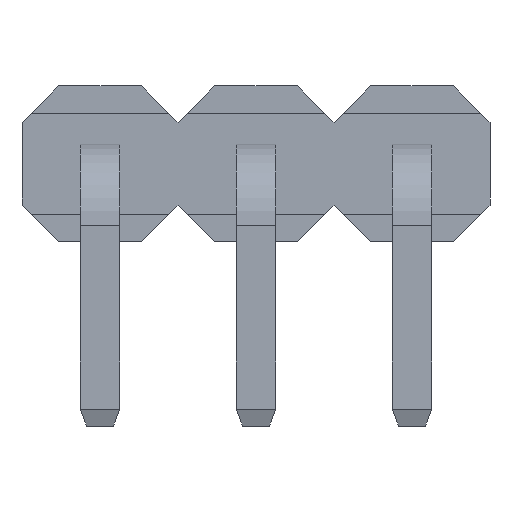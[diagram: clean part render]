
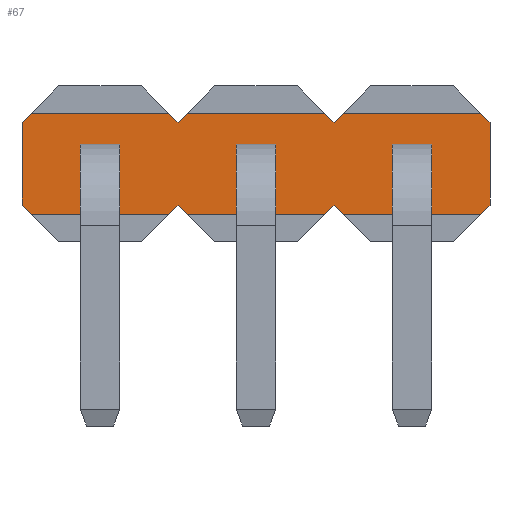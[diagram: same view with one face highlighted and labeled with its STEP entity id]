
A CAD part, front view. The second image highlights one B-rep face of the part: STEP entity #67.
In plain terms, the highlighted planar face has unit normal (0, -1, 0).
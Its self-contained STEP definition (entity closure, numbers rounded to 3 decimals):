
#67=ADVANCED_FACE('',(#971,#973,#975,#977),#979,.T.);
#971=FACE_BOUND('',#972,.T.);
#972=EDGE_LOOP('',(#1702,#1703,#1704,#1705,#1706,#1707,#1708,#1709,#1710,#1711,#1712,
#1713,#1714,#1715,#1716,#1717,#1718,#1719,#1720,#1721));
#973=FACE_BOUND('',#974,.T.);
#974=EDGE_LOOP('',(#1722,#1723,#1724,#1725));
#975=FACE_BOUND('',#976,.T.);
#976=EDGE_LOOP('',(#1726,#1727,#1728,#1729));
#977=FACE_BOUND('',#978,.T.);
#978=EDGE_LOOP('',(#1730,#1731,#1732,#1733));
#979=PLANE('',#980);
#980=AXIS2_PLACEMENT_3D('',#981,#982,#983);
#981=CARTESIAN_POINT('',(0.,2.04,0.));
#982=DIRECTION('',(0.,-1.,-0.));
#983=DIRECTION('',(1.,0.,0.));
#1702=ORIENTED_EDGE('',*,*,#2206,.F.);
#1703=ORIENTED_EDGE('',*,*,#2207,.T.);
#1704=ORIENTED_EDGE('',*,*,#2208,.F.);
#1705=ORIENTED_EDGE('',*,*,#2209,.F.);
#1706=ORIENTED_EDGE('',*,*,#2210,.F.);
#1707=ORIENTED_EDGE('',*,*,#2211,.T.);
#1708=ORIENTED_EDGE('',*,*,#2212,.F.);
#1709=ORIENTED_EDGE('',*,*,#2213,.F.);
#1710=ORIENTED_EDGE('',*,*,#2214,.T.);
#1711=ORIENTED_EDGE('',*,*,#2215,.F.);
#1712=ORIENTED_EDGE('',*,*,#2216,.F.);
#1713=ORIENTED_EDGE('',*,*,#2217,.T.);
#1714=ORIENTED_EDGE('',*,*,#2218,.F.);
#1715=ORIENTED_EDGE('',*,*,#2219,.F.);
#1716=ORIENTED_EDGE('',*,*,#2220,.F.);
#1717=ORIENTED_EDGE('',*,*,#2221,.T.);
#1718=ORIENTED_EDGE('',*,*,#2222,.F.);
#1719=ORIENTED_EDGE('',*,*,#2223,.F.);
#1720=ORIENTED_EDGE('',*,*,#2224,.T.);
#1721=ORIENTED_EDGE('',*,*,#2225,.F.);
#1722=ORIENTED_EDGE('',*,*,#2226,.F.);
#1723=ORIENTED_EDGE('',*,*,#2227,.F.);
#1724=ORIENTED_EDGE('',*,*,#2228,.F.);
#1725=ORIENTED_EDGE('',*,*,#2229,.F.);
#1726=ORIENTED_EDGE('',*,*,#2230,.F.);
#1727=ORIENTED_EDGE('',*,*,#2231,.F.);
#1728=ORIENTED_EDGE('',*,*,#2232,.F.);
#1729=ORIENTED_EDGE('',*,*,#2233,.F.);
#1730=ORIENTED_EDGE('',*,*,#2234,.F.);
#1731=ORIENTED_EDGE('',*,*,#2235,.F.);
#1732=ORIENTED_EDGE('',*,*,#2236,.F.);
#1733=ORIENTED_EDGE('',*,*,#2237,.F.);
#2206=EDGE_CURVE('',#2490,#2491,#2492,.T.);
#2207=EDGE_CURVE('',#2490,#2493,#2494,.T.);
#2208=EDGE_CURVE('',#2495,#2493,#2496,.T.);
#2209=EDGE_CURVE('',#2497,#2495,#2498,.T.);
#2210=EDGE_CURVE('',#2499,#2497,#2500,.T.);
#2211=EDGE_CURVE('',#2499,#2501,#2502,.T.);
#2212=EDGE_CURVE('',#2503,#2501,#2504,.T.);
#2213=EDGE_CURVE('',#2505,#2503,#2506,.T.);
#2214=EDGE_CURVE('',#2505,#2507,#2508,.T.);
#2215=EDGE_CURVE('',#2509,#2507,#2510,.T.);
#2216=EDGE_CURVE('',#2511,#2509,#2512,.T.);
#2217=EDGE_CURVE('',#2511,#2513,#2514,.T.);
#2218=EDGE_CURVE('',#2515,#2513,#2516,.T.);
#2219=EDGE_CURVE('',#2517,#2515,#2518,.T.);
#2220=EDGE_CURVE('',#2519,#2517,#2520,.T.);
#2221=EDGE_CURVE('',#2519,#2521,#2522,.T.);
#2222=EDGE_CURVE('',#2523,#2521,#2524,.T.);
#2223=EDGE_CURVE('',#2525,#2523,#2526,.T.);
#2224=EDGE_CURVE('',#2525,#2527,#2528,.T.);
#2225=EDGE_CURVE('',#2491,#2527,#2529,.T.);
#2226=EDGE_CURVE('',#2530,#2531,#2532,.T.);
#2227=EDGE_CURVE('',#2533,#2530,#2534,.T.);
#2228=EDGE_CURVE('',#2535,#2533,#2536,.T.);
#2229=EDGE_CURVE('',#2531,#2535,#2537,.T.);
#2230=EDGE_CURVE('',#2538,#2539,#2540,.T.);
#2231=EDGE_CURVE('',#2541,#2538,#2542,.T.);
#2232=EDGE_CURVE('',#2543,#2541,#2544,.T.);
#2233=EDGE_CURVE('',#2539,#2543,#2545,.T.);
#2234=EDGE_CURVE('',#2546,#2547,#2548,.T.);
#2235=EDGE_CURVE('',#2549,#2546,#2550,.T.);
#2236=EDGE_CURVE('',#2551,#2549,#2552,.T.);
#2237=EDGE_CURVE('',#2547,#2551,#2553,.T.);
#2490=VERTEX_POINT('',#2966);
#2491=VERTEX_POINT('',#2967);
#2492=LINE('',#2968,#2969);
#2493=VERTEX_POINT('',#2971);
#2494=LINE('',#2972,#2973);
#2495=VERTEX_POINT('',#2975);
#2496=LINE('',#2976,#2977);
#2497=VERTEX_POINT('',#2979);
#2498=LINE('',#2980,#2981);
#2499=VERTEX_POINT('',#2983);
#2500=LINE('',#2984,#2985);
#2501=VERTEX_POINT('',#2987);
#2502=LINE('',#2988,#2989);
#2503=VERTEX_POINT('',#2991);
#2504=LINE('',#2992,#2993);
#2505=VERTEX_POINT('',#2995);
#2506=LINE('',#2996,#2997);
#2507=VERTEX_POINT('',#2999);
#2508=LINE('',#3000,#3001);
#2509=VERTEX_POINT('',#3003);
#2510=LINE('',#3004,#3005);
#2511=VERTEX_POINT('',#3007);
#2512=LINE('',#3008,#3009);
#2513=VERTEX_POINT('',#3011);
#2514=LINE('',#3012,#3013);
#2515=VERTEX_POINT('',#3015);
#2516=LINE('',#3016,#3017);
#2517=VERTEX_POINT('',#3019);
#2518=LINE('',#3020,#3021);
#2519=VERTEX_POINT('',#3023);
#2520=LINE('',#3024,#3025);
#2521=VERTEX_POINT('',#3027);
#2522=LINE('',#3028,#3029);
#2523=VERTEX_POINT('',#3031);
#2524=LINE('',#3032,#3033);
#2525=VERTEX_POINT('',#3035);
#2526=LINE('',#3036,#3037);
#2527=VERTEX_POINT('',#3039);
#2528=LINE('',#3040,#3041);
#2529=LINE('',#3043,#3044);
#2530=VERTEX_POINT('',#3046);
#2531=VERTEX_POINT('',#3047);
#2532=LINE('',#3048,#3049);
#2533=VERTEX_POINT('',#3051);
#2534=LINE('',#3052,#3053);
#2535=VERTEX_POINT('',#3055);
#2536=LINE('',#3056,#3057);
#2537=LINE('',#3059,#3060);
#2538=VERTEX_POINT('',#3062);
#2539=VERTEX_POINT('',#3063);
#2540=LINE('',#3064,#3065);
#2541=VERTEX_POINT('',#3067);
#2542=LINE('',#3068,#3069);
#2543=VERTEX_POINT('',#3071);
#2544=LINE('',#3072,#3073);
#2545=LINE('',#3075,#3076);
#2546=VERTEX_POINT('',#3078);
#2547=VERTEX_POINT('',#3079);
#2548=LINE('',#3080,#3081);
#2549=VERTEX_POINT('',#3083);
#2550=LINE('',#3084,#3085);
#2551=VERTEX_POINT('',#3087);
#2552=LINE('',#3088,#3089);
#2553=LINE('',#3091,#3092);
#2966=CARTESIAN_POINT('',(1.12,2.04,2.09));
#2967=CARTESIAN_POINT('',(1.27,2.04,1.94));
#2968=CARTESIAN_POINT('',(1.12,2.04,2.09));
#2969=VECTOR('',#2970,1.);
#2970=DIRECTION('',(0.707,0.,-0.707));
#2971=CARTESIAN_POINT('',(-1.12,2.04,2.09));
#2972=CARTESIAN_POINT('',(1.12,2.04,2.09));
#2973=VECTOR('',#2974,1.);
#2974=DIRECTION('',(-1.,0.,0.));
#2975=CARTESIAN_POINT('',(-1.27,2.04,1.94));
#2976=CARTESIAN_POINT('',(-1.27,2.04,1.94));
#2977=VECTOR('',#2978,1.);
#2978=DIRECTION('',(0.707,0.,0.707));
#2979=CARTESIAN_POINT('',(-1.27,2.04,0.6));
#2980=CARTESIAN_POINT('',(-1.27,2.04,0.6));
#2981=VECTOR('',#2982,1.);
#2982=DIRECTION('',(0.,0.,1.));
#2983=CARTESIAN_POINT('',(-1.12,2.04,0.45));
#2984=CARTESIAN_POINT('',(-1.12,2.04,0.45));
#2985=VECTOR('',#2986,1.);
#2986=DIRECTION('',(-0.707,0.,0.707));
#2987=CARTESIAN_POINT('',(1.12,2.04,0.45));
#2988=CARTESIAN_POINT('',(-1.12,2.04,0.45));
#2989=VECTOR('',#2990,1.);
#2990=DIRECTION('',(1.,0.,0.));
#2991=CARTESIAN_POINT('',(1.27,2.04,0.6));
#2992=CARTESIAN_POINT('',(1.27,2.04,0.6));
#2993=VECTOR('',#2994,1.);
#2994=DIRECTION('',(-0.707,0.,-0.707));
#2995=CARTESIAN_POINT('',(1.42,2.04,0.45));
#2996=CARTESIAN_POINT('',(1.42,2.04,0.45));
#2997=VECTOR('',#2998,1.);
#2998=DIRECTION('',(-0.707,0.,0.707));
#2999=CARTESIAN_POINT('',(3.66,2.04,0.45));
#3000=CARTESIAN_POINT('',(1.42,2.04,0.45));
#3001=VECTOR('',#3002,1.);
#3002=DIRECTION('',(1.,0.,0.));
#3003=CARTESIAN_POINT('',(3.81,2.04,0.6));
#3004=CARTESIAN_POINT('',(3.81,2.04,0.6));
#3005=VECTOR('',#3006,1.);
#3006=DIRECTION('',(-0.707,0.,-0.707));
#3007=CARTESIAN_POINT('',(3.96,2.04,0.45));
#3008=CARTESIAN_POINT('',(3.96,2.04,0.45));
#3009=VECTOR('',#3010,1.);
#3010=DIRECTION('',(-0.707,0.,0.707));
#3011=CARTESIAN_POINT('',(6.2,2.04,0.45));
#3012=CARTESIAN_POINT('',(3.96,2.04,0.45));
#3013=VECTOR('',#3014,1.);
#3014=DIRECTION('',(1.,0.,0.));
#3015=CARTESIAN_POINT('',(6.35,2.04,0.6));
#3016=CARTESIAN_POINT('',(6.35,2.04,0.6));
#3017=VECTOR('',#3018,1.);
#3018=DIRECTION('',(-0.707,0.,-0.707));
#3019=CARTESIAN_POINT('',(6.35,2.04,1.94));
#3020=CARTESIAN_POINT('',(6.35,2.04,1.94));
#3021=VECTOR('',#3022,1.);
#3022=DIRECTION('',(0.,0.,-1.));
#3023=CARTESIAN_POINT('',(6.2,2.04,2.09));
#3024=CARTESIAN_POINT('',(6.2,2.04,2.09));
#3025=VECTOR('',#3026,1.);
#3026=DIRECTION('',(0.707,0.,-0.707));
#3027=CARTESIAN_POINT('',(3.96,2.04,2.09));
#3028=CARTESIAN_POINT('',(6.2,2.04,2.09));
#3029=VECTOR('',#3030,1.);
#3030=DIRECTION('',(-1.,0.,0.));
#3031=CARTESIAN_POINT('',(3.81,2.04,1.94));
#3032=CARTESIAN_POINT('',(3.81,2.04,1.94));
#3033=VECTOR('',#3034,1.);
#3034=DIRECTION('',(0.707,0.,0.707));
#3035=CARTESIAN_POINT('',(3.66,2.04,2.09));
#3036=CARTESIAN_POINT('',(3.66,2.04,2.09));
#3037=VECTOR('',#3038,1.);
#3038=DIRECTION('',(0.707,0.,-0.707));
#3039=CARTESIAN_POINT('',(1.42,2.04,2.09));
#3040=CARTESIAN_POINT('',(3.66,2.04,2.09));
#3041=VECTOR('',#3042,1.);
#3042=DIRECTION('',(-1.,0.,0.));
#3043=CARTESIAN_POINT('',(1.27,2.04,1.94));
#3044=VECTOR('',#3045,1.);
#3045=DIRECTION('',(0.707,0.,0.707));
#3046=CARTESIAN_POINT('',(2.22,2.04,1.59));
#3047=CARTESIAN_POINT('',(2.22,2.04,0.95));
#3048=CARTESIAN_POINT('',(2.22,2.04,1.59));
#3049=VECTOR('',#3050,1.);
#3050=DIRECTION('',(0.,0.,-1.));
#3051=CARTESIAN_POINT('',(2.86,2.04,1.59));
#3052=CARTESIAN_POINT('',(2.86,2.04,1.59));
#3053=VECTOR('',#3054,1.);
#3054=DIRECTION('',(-1.,0.,0.));
#3055=CARTESIAN_POINT('',(2.86,2.04,0.95));
#3056=CARTESIAN_POINT('',(2.86,2.04,0.95));
#3057=VECTOR('',#3058,1.);
#3058=DIRECTION('',(0.,0.,1.));
#3059=CARTESIAN_POINT('',(2.22,2.04,0.95));
#3060=VECTOR('',#3061,1.);
#3061=DIRECTION('',(1.,0.,0.));
#3062=CARTESIAN_POINT('',(4.76,2.04,1.59));
#3063=CARTESIAN_POINT('',(4.76,2.04,0.95));
#3064=CARTESIAN_POINT('',(4.76,2.04,1.59));
#3065=VECTOR('',#3066,1.);
#3066=DIRECTION('',(0.,0.,-1.));
#3067=CARTESIAN_POINT('',(5.4,2.04,1.59));
#3068=CARTESIAN_POINT('',(5.4,2.04,1.59));
#3069=VECTOR('',#3070,1.);
#3070=DIRECTION('',(-1.,0.,0.));
#3071=CARTESIAN_POINT('',(5.4,2.04,0.95));
#3072=CARTESIAN_POINT('',(5.4,2.04,0.95));
#3073=VECTOR('',#3074,1.);
#3074=DIRECTION('',(0.,0.,1.));
#3075=CARTESIAN_POINT('',(4.76,2.04,0.95));
#3076=VECTOR('',#3077,1.);
#3077=DIRECTION('',(1.,0.,0.));
#3078=CARTESIAN_POINT('',(-0.32,2.04,1.59));
#3079=CARTESIAN_POINT('',(-0.32,2.04,0.95));
#3080=CARTESIAN_POINT('',(-0.32,2.04,1.59));
#3081=VECTOR('',#3082,1.);
#3082=DIRECTION('',(0.,0.,-1.));
#3083=CARTESIAN_POINT('',(0.32,2.04,1.59));
#3084=CARTESIAN_POINT('',(0.32,2.04,1.59));
#3085=VECTOR('',#3086,1.);
#3086=DIRECTION('',(-1.,0.,0.));
#3087=CARTESIAN_POINT('',(0.32,2.04,0.95));
#3088=CARTESIAN_POINT('',(0.32,2.04,0.95));
#3089=VECTOR('',#3090,1.);
#3090=DIRECTION('',(0.,0.,1.));
#3091=CARTESIAN_POINT('',(-0.32,2.04,0.95));
#3092=VECTOR('',#3093,1.);
#3093=DIRECTION('',(1.,0.,0.));
